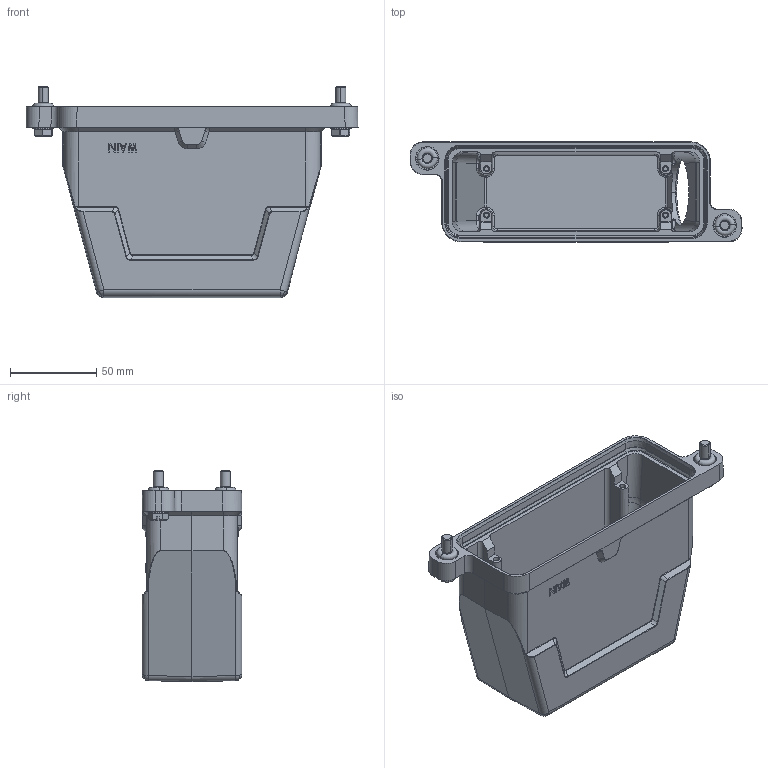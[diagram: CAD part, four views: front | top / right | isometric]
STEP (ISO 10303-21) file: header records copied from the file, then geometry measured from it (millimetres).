
FILE_DESCRIPTION(/* description */ (''),/* implementation_level */ '2;1');
FILE_NAME(/* name */ '3D_1136245205005_HP24B_H-SEH-2S-M40_V1.1.STP',/* time_stamp */ '2024-01-06T15:18:26+08:00',/* author */ (''),/* organization */ (''),/* preprocessor_version */ 'ST-DEVELOPER v18.1',/* originating_system */ 'SIEMENS PLM Software NX 1980',/* authorisation */ '');
FILE_SCHEMA (('TECHNICAL_DATA_PACKAGING','AP242_MANAGED_MODEL_BASED_3D_ENGINEERING_MIM_LF { 1 0 10303 442 1 1 4 }'));
Length unit declared in the file: millimetre
Products named in the file (1): 3D_1136245205005_HP24B_H-SEH-2S-M40_V1.0_stp
Bounding box: 193 x 58 x 122.7 mm (x, y, z)
Volume: 229350 mm3; surface area: 99454 mm2
Topology: 3 solids, 3 shells, 551 faces, 1343 edges, 826 vertices
Faces by surface type: plane 242, cylinder 138, cone 74, torus 48, bspline 28, sphere 16, extrusion 5
Entity records: 19543 total; most frequent: CARTESIAN_POINT 7432, ORIENTED_EDGE 2686, DIRECTION 2229, EDGE_CURVE 1343, VERTEX_POINT 826, AXIS2_PLACEMENT_3D 764, VECTOR 701, LINE 696
